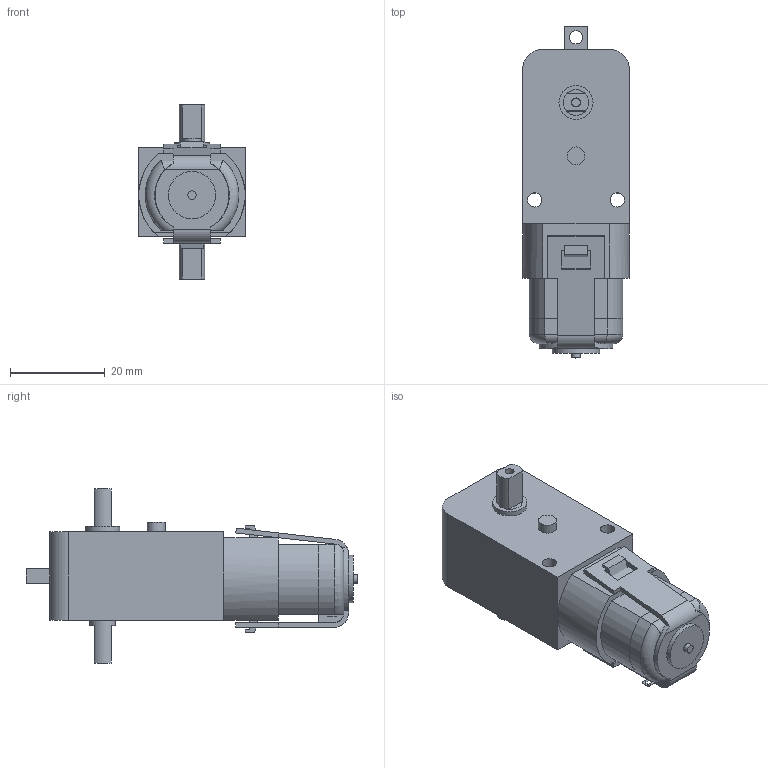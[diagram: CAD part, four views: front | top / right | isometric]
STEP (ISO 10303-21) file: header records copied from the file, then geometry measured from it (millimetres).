
FILE_DESCRIPTION( ( '' ), ' ' );
FILE_NAME( '57561ddae4b0b35b37ffdd87.step', '2016-06-07T01:05:30', ( '' ), ( '' ), ' ', ' ', ' ' );
FILE_SCHEMA( ( 'AUTOMOTIVE_DESIGN { 1 0 10303 214 1 1 1 1 }' ) );
Length unit declared in the file: metre
Products named in the file (9): Part 8; Surface 1; Part 7; Part 6; Part 5; Part 4; Part 3; Part 2; Part 1
Bounding box: 22.5 x 70.2 x 36.8 mm (x, y, z)
Volume: 23976.7 mm3; surface area: 9912.7 mm2
Topology: 8 solids, 13 shells, 153 faces, 386 edges, 262 vertices
Faces by surface type: plane 109, cylinder 42, torus 2
Full cylindrical faces by diameter (mm): 1.8 x1, 1.9 x2, 2.8 x1, 3 x2, 3.8 x1, 5.4 x2, 7.2 x1, 10 x2
Entity records: 6004 total; most frequent: CARTESIAN_POINT 974, DIRECTION 770, ORIENTED_EDGE 724, EDGE_CURVE 372, LINE 270, VECTOR 270, VERTEX_POINT 260, AXIS2_PLACEMENT_3D 250
